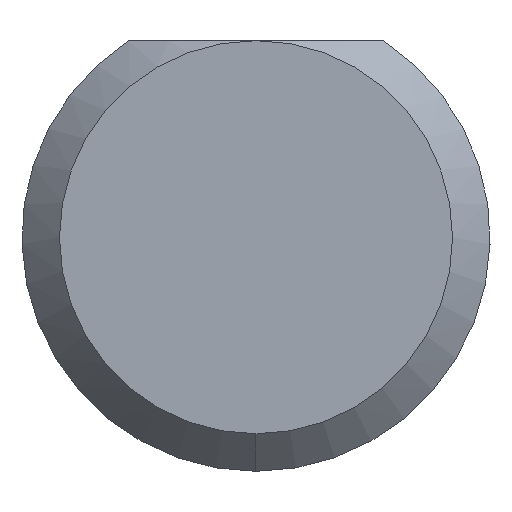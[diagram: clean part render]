
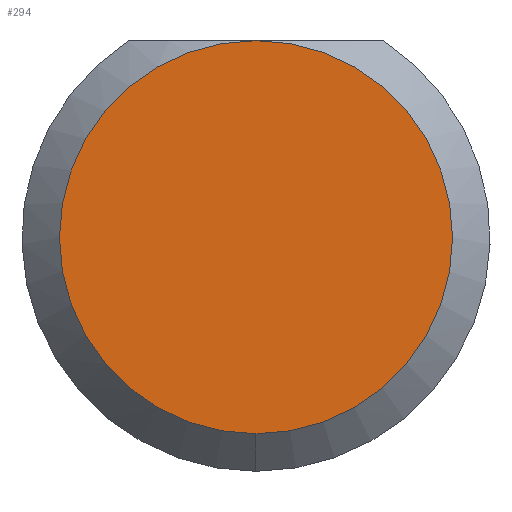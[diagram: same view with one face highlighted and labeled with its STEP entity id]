
A CAD part, left-side view. The second image highlights one B-rep face of the part: STEP entity #294.
In plain terms, the highlighted planar face has unit normal (-1, 0, 0).
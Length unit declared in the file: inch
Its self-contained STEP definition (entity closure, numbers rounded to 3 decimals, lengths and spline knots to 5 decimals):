
#4 = FACE_OUTER_BOUND ( 'NONE', #319, .T. ) ;
#50 = CARTESIAN_POINT ( 'NONE',  ( 0., 0., -0.05235 ) ) ;
#60 = EDGE_CURVE ( 'NONE', #166, #261, #204, .T. ) ;
#68 = CARTESIAN_POINT ( 'NONE',  ( 0., 0., 0. ) ) ;
#102 = ORIENTED_EDGE ( 'NONE', *, *, #60, .T. ) ;
#143 = PLANE ( 'NONE',  #304 ) ;
#166 = VERTEX_POINT ( 'NONE', #181 ) ;
#170 = AXIS2_PLACEMENT_3D ( 'NONE', #68, #463, #415 ) ;
#181 = CARTESIAN_POINT ( 'NONE',  ( 0., 0., 0.05235 ) ) ;
#193 = AXIS2_PLACEMENT_3D ( 'NONE', #617, #209, #212 ) ;
#198 = CARTESIAN_POINT ( 'NONE',  ( 0., 0., 0. ) ) ;
#204 = CIRCLE ( 'NONE', #170, 0.05235 ) ;
#209 = DIRECTION ( 'NONE',  ( -1., 0., 0. ) ) ;
#212 = DIRECTION ( 'NONE',  ( 0., 0., -1. ) ) ;
#261 = VERTEX_POINT ( 'NONE', #50 ) ;
#294 = ADVANCED_FACE ( 'NONE', ( #4 ), #143, .F. ) ;
#304 = AXIS2_PLACEMENT_3D ( 'NONE', #198, #448, #593 ) ;
#319 = EDGE_LOOP ( 'NONE', ( #102, #564 ) ) ;
#372 = CIRCLE ( 'NONE', #193, 0.05235 ) ;
#415 = DIRECTION ( 'NONE',  ( 0., 0., -1. ) ) ;
#448 = DIRECTION ( 'NONE',  ( 1., 0., 0. ) ) ;
#463 = DIRECTION ( 'NONE',  ( -1., 0., 0. ) ) ;
#504 = EDGE_CURVE ( 'NONE', #261, #166, #372, .T. ) ;
#564 = ORIENTED_EDGE ( 'NONE', *, *, #504, .T. ) ;
#593 = DIRECTION ( 'NONE',  ( 0., 0., -1. ) ) ;
#617 = CARTESIAN_POINT ( 'NONE',  ( 0., 0., 0. ) ) ;
